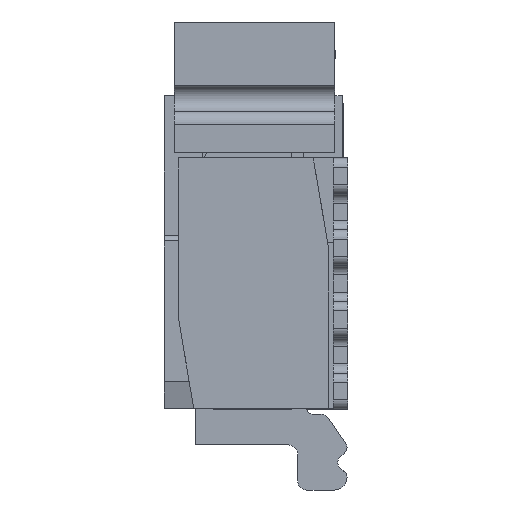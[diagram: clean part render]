
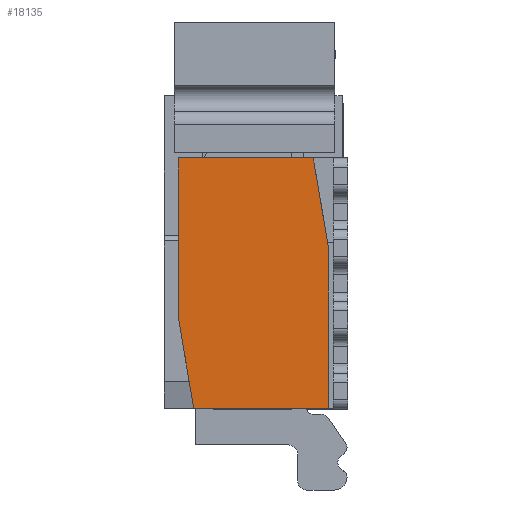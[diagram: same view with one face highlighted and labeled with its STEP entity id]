
A CAD part, left-side view. The second image highlights one B-rep face of the part: STEP entity #18135.
In plain terms, the highlighted planar face has unit normal (-1, 0, 0).
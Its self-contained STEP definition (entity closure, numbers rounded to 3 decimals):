
#4953=DIRECTION('',(0.,1.,0.));
#4954=VECTOR('',#4953,1.885);
#4955=CARTESIAN_POINT('',(-7.555,-0.835,-0.87));
#4956=LINE('',#4955,#4954);
#6719=DIRECTION('',(0.,0.167,0.986));
#6720=VECTOR('',#6719,1.288);
#6721=CARTESIAN_POINT('',(-7.555,0.835,-4.37));
#6722=LINE('',#6721,#6720);
#6723=DIRECTION('',(0.,0.,-1.));
#6724=VECTOR('',#6723,2.23);
#6725=CARTESIAN_POINT('',(-7.555,1.05,-0.87));
#6726=LINE('',#6725,#6724);
#6727=DIRECTION('',(0.,-0.167,-0.986));
#6728=VECTOR('',#6727,1.288);
#6729=CARTESIAN_POINT('',(-7.555,-0.835,-0.87));
#6730=LINE('',#6729,#6728);
#6731=DIRECTION('',(0.,0.,-1.));
#6732=VECTOR('',#6731,2.23);
#6733=CARTESIAN_POINT('',(-7.555,-1.05,-2.14));
#6734=LINE('',#6733,#6732);
#6735=DIRECTION('',(0.,1.,0.));
#6736=VECTOR('',#6735,1.885);
#6737=CARTESIAN_POINT('',(-7.555,-1.05,-4.37));
#6738=LINE('',#6737,#6736);
#7269=CARTESIAN_POINT('',(-7.555,-1.05,-4.37));
#7270=VERTEX_POINT('',#7269);
#7349=CARTESIAN_POINT('',(-7.555,0.835,-4.37));
#7350=CARTESIAN_POINT('',(-7.555,1.05,-3.1));
#7351=VERTEX_POINT('',#7349);
#7352=VERTEX_POINT('',#7350);
#7353=CARTESIAN_POINT('',(-7.555,-0.835,-0.87));
#7354=CARTESIAN_POINT('',(-7.555,-1.05,-2.14));
#7355=VERTEX_POINT('',#7353);
#7356=VERTEX_POINT('',#7354);
#7363=CARTESIAN_POINT('',(-7.555,1.05,-0.87));
#7364=VERTEX_POINT('',#7363);
#18119=CARTESIAN_POINT('',(-7.555,-1.245,-4.37));
#18120=DIRECTION('',(-1.,0.,0.));
#18121=DIRECTION('',(0.,0.,1.));
#18122=AXIS2_PLACEMENT_3D('',#18119,#18120,#18121);
#18123=PLANE('',#18122);
#18125=ORIENTED_EDGE('',*,*,#18124,.T.);
#18126=ORIENTED_EDGE('',*,*,#18108,.F.);
#18127=ORIENTED_EDGE('',*,*,#15851,.F.);
#18129=ORIENTED_EDGE('',*,*,#18128,.T.);
#18131=ORIENTED_EDGE('',*,*,#18130,.T.);
#18132=ORIENTED_EDGE('',*,*,#9621,.T.);
#18133=EDGE_LOOP('',(#18125,#18126,#18127,#18129,#18131,#18132));
#18134=FACE_OUTER_BOUND('',#18133,.F.);
#9621=EDGE_CURVE('',#7270,#7351,#6738,.T.);
#15851=EDGE_CURVE('',#7355,#7364,#4956,.T.);
#18108=EDGE_CURVE('',#7364,#7352,#6726,.T.);
#18124=EDGE_CURVE('',#7351,#7352,#6722,.T.);
#18128=EDGE_CURVE('',#7355,#7356,#6730,.T.);
#18130=EDGE_CURVE('',#7356,#7270,#6734,.T.);
#18135=ADVANCED_FACE('',(#18134),#18123,.T.);
